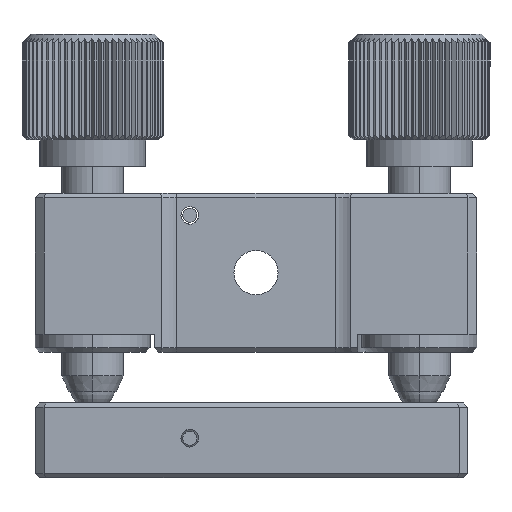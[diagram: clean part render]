
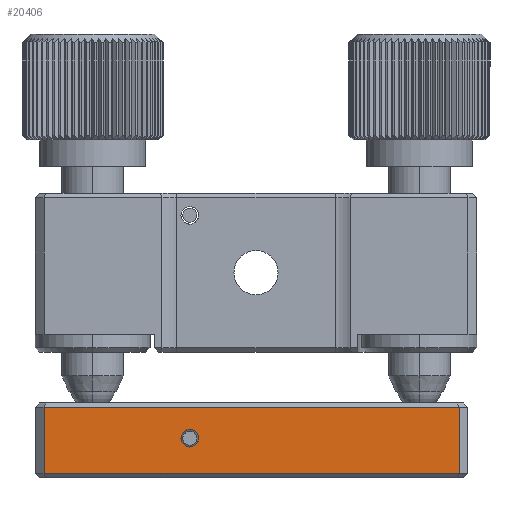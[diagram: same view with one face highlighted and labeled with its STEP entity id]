
A CAD part, left-side view. The second image highlights one B-rep face of the part: STEP entity #20406.
In plain terms, the highlighted planar face has unit normal (-1, 0, 0).
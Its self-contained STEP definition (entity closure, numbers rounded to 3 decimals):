
#513 = VERTEX_POINT ( 'NONE', #11224 ) ;
#1908 = LINE ( 'NONE', #15040, #25649 ) ;
#3374 = CARTESIAN_POINT ( 'NONE',  ( -24., -23., -5.744 ) ) ;
#3410 = FACE_BOUND ( 'NONE', #30013, .T. ) ;
#3815 = EDGE_CURVE ( 'NONE', #27387, #19119, #11586, .T. ) ;
#4788 = CARTESIAN_POINT ( 'NONE',  ( -24., 24., -5.744 ) ) ;
#6361 = DIRECTION ( 'NONE',  ( 1., 0., 0. ) ) ;
#6459 = CARTESIAN_POINT ( 'NONE',  ( -24., -23., -5.744 ) ) ;
#6566 = DIRECTION ( 'NONE',  ( 0., 0., -1. ) ) ;
#7264 = VECTOR ( 'NONE', #9004, 1000. ) ;
#7678 = DIRECTION ( 'NONE',  ( -1., 0., 0. ) ) ;
#7706 = VERTEX_POINT ( 'NONE', #26300 ) ;
#8296 = EDGE_CURVE ( 'NONE', #27387, #24090, #11154, .T. ) ;
#9004 = DIRECTION ( 'NONE',  ( 0., 1., 0. ) ) ;
#9629 = CIRCLE ( 'NONE', #10503, 1. ) ;
#10503 = AXIS2_PLACEMENT_3D ( 'NONE', #22823, #7678, #17816 ) ;
#11154 = LINE ( 'NONE', #3374, #14298 ) ;
#11224 = CARTESIAN_POINT ( 'NONE',  ( -24., 24., -13.744 ) ) ;
#11288 = EDGE_CURVE ( 'NONE', #513, #24090, #1908, .T. ) ;
#11586 = LINE ( 'NONE', #31673, #7264 ) ;
#11680 = EDGE_LOOP ( 'NONE', ( #31881, #20723, #29498, #12165 ) ) ;
#12165 = ORIENTED_EDGE ( 'NONE', *, *, #3815, .T. ) ;
#13510 = CIRCLE ( 'NONE', #22043, 1. ) ;
#14298 = VECTOR ( 'NONE', #26557, 1000. ) ;
#15040 = CARTESIAN_POINT ( 'NONE',  ( -24., -23., -13.744 ) ) ;
#15843 = CARTESIAN_POINT ( 'NONE',  ( -24., 7.5, -9.744 ) ) ;
#16852 = CARTESIAN_POINT ( 'NONE',  ( -24., -23., -13.744 ) ) ;
#17816 = DIRECTION ( 'NONE',  ( 0., 0., 1. ) ) ;
#18455 = ORIENTED_EDGE ( 'NONE', *, *, #29614, .F. ) ;
#19119 = VERTEX_POINT ( 'NONE', #23014 ) ;
#19689 = DIRECTION ( 'NONE',  ( 0., 0., -1. ) ) ;
#20406 = ADVANCED_FACE ( 'NONE', ( #3410, #26732 ), #21606, .F. ) ;
#20723 = ORIENTED_EDGE ( 'NONE', *, *, #11288, .T. ) ;
#20941 = DIRECTION ( 'NONE',  ( -1., 0., 0. ) ) ;
#21606 = PLANE ( 'NONE',  #30175 ) ;
#21667 = CARTESIAN_POINT ( 'NONE',  ( -24., 7.5, -10.744 ) ) ;
#22014 = VERTEX_POINT ( 'NONE', #21667 ) ;
#22043 = AXIS2_PLACEMENT_3D ( 'NONE', #15843, #20941, #23474 ) ;
#22823 = CARTESIAN_POINT ( 'NONE',  ( -24., 7.5, -9.744 ) ) ;
#23014 = CARTESIAN_POINT ( 'NONE',  ( -24., 24., -6.244 ) ) ;
#23474 = DIRECTION ( 'NONE',  ( 0., 0., 1. ) ) ;
#24090 = VERTEX_POINT ( 'NONE', #16852 ) ;
#25250 = VECTOR ( 'NONE', #19689, 1000. ) ;
#25649 = VECTOR ( 'NONE', #30078, 1000. ) ;
#26300 = CARTESIAN_POINT ( 'NONE',  ( -24., 7.5, -8.744 ) ) ;
#26557 = DIRECTION ( 'NONE',  ( 0., 0., -1. ) ) ;
#26588 = EDGE_CURVE ( 'NONE', #19119, #513, #31180, .T. ) ;
#26732 = FACE_OUTER_BOUND ( 'NONE', #11680, .T. ) ;
#26762 = CARTESIAN_POINT ( 'NONE',  ( -24., -23., -6.244 ) ) ;
#27387 = VERTEX_POINT ( 'NONE', #26762 ) ;
#29498 = ORIENTED_EDGE ( 'NONE', *, *, #8296, .F. ) ;
#29614 = EDGE_CURVE ( 'NONE', #7706, #22014, #9629, .T. ) ;
#30013 = EDGE_LOOP ( 'NONE', ( #18455, #32452 ) ) ;
#30078 = DIRECTION ( 'NONE',  ( 0., -1., 0. ) ) ;
#30175 = AXIS2_PLACEMENT_3D ( 'NONE', #6459, #6361, #6566 ) ;
#31180 = LINE ( 'NONE', #4788, #25250 ) ;
#31673 = CARTESIAN_POINT ( 'NONE',  ( -24., 24., -6.244 ) ) ;
#31881 = ORIENTED_EDGE ( 'NONE', *, *, #26588, .T. ) ;
#32452 = ORIENTED_EDGE ( 'NONE', *, *, #32781, .F. ) ;
#32781 = EDGE_CURVE ( 'NONE', #22014, #7706, #13510, .T. ) ;
